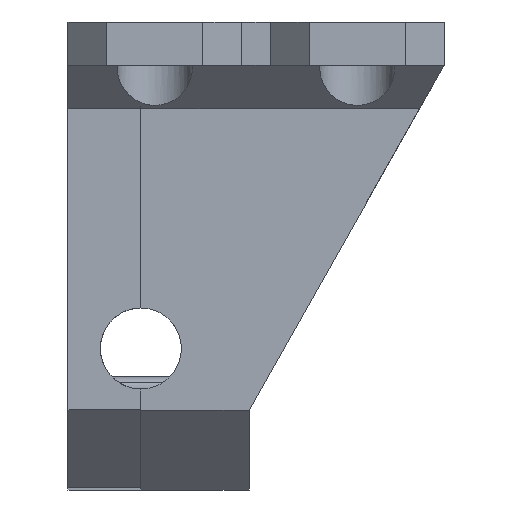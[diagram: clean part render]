
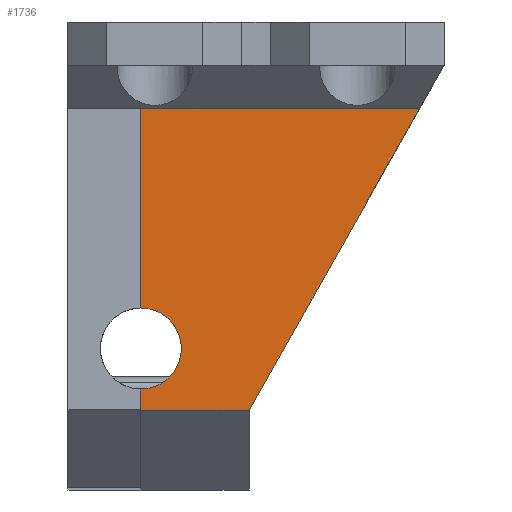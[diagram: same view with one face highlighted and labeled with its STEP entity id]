
A CAD part, left-side view. The second image highlights one B-rep face of the part: STEP entity #1736.
In plain terms, the highlighted planar face has unit normal (-1, 0, 0).
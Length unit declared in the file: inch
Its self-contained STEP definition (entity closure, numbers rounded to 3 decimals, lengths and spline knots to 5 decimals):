
#111 = VECTOR ( 'NONE', #1886, 39.37008 ) ;
#148 = EDGE_CURVE ( 'NONE', #3776, #1074, #3215, .T. ) ;
#405 = EDGE_CURVE ( 'NONE', #3776, #1233, #4377, .T. ) ;
#709 = DIRECTION ( 'NONE',  ( 0., 0., 1. ) ) ;
#717 = CARTESIAN_POINT ( 'NONE',  ( -0.98, 0.46746, -0.1875 ) ) ;
#783 = ORIENTED_EDGE ( 'NONE', *, *, #3712, .T. ) ;
#802 = CARTESIAN_POINT ( 'NONE',  ( -0.98, -0.84258, -0.375 ) ) ;
#1074 = VERTEX_POINT ( 'NONE', #4912 ) ;
#1135 = EDGE_CURVE ( 'NONE', #1233, #6766, #2617, .T. ) ;
#1233 = VERTEX_POINT ( 'NONE', #4586 ) ;
#1736 = ADVANCED_FACE ( 'NONE', ( #6117 ), #4075, .T. ) ;
#1782 = DIRECTION ( 'NONE',  ( 0., 0., 1. ) ) ;
#1886 = DIRECTION ( 'NONE',  ( 0., 1., 0. ) ) ;
#2065 = ORIENTED_EDGE ( 'NONE', *, *, #5369, .F. ) ;
#2160 = DIRECTION ( 'NONE',  ( -1., 0., 0. ) ) ;
#2256 = ORIENTED_EDGE ( 'NONE', *, *, #1135, .F. ) ;
#2425 = DIRECTION ( 'NONE',  ( 0., -0.492, 0.871 ) ) ;
#2482 = DIRECTION ( 'NONE',  ( -1., 0., 0. ) ) ;
#2617 = LINE ( 'NONE', #5463, #4952 ) ;
#2746 = DIRECTION ( 'NONE',  ( 0., 0., 1. ) ) ;
#2770 = CARTESIAN_POINT ( 'NONE',  ( -0.98, 0.46746, -1.41081 ) ) ;
#3006 = CARTESIAN_POINT ( 'NONE',  ( -0.98, 0., -1.67892 ) ) ;
#3016 = DIRECTION ( 'NONE',  ( 0., 0., 1. ) ) ;
#3058 = LINE ( 'NONE', #717, #5308 ) ;
#3129 = VECTOR ( 'NONE', #6068, 39.37008 ) ;
#3203 = EDGE_LOOP ( 'NONE', ( #3777, #2256, #3842, #6414, #783, #2065 ) ) ;
#3215 = LINE ( 'NONE', #3006, #6443 ) ;
#3378 = VERTEX_POINT ( 'NONE', #5662 ) ;
#3712 = EDGE_CURVE ( 'NONE', #1074, #5931, #5779, .T. ) ;
#3776 = VERTEX_POINT ( 'NONE', #6707 ) ;
#3777 = ORIENTED_EDGE ( 'NONE', *, *, #5255, .F. ) ;
#3842 = ORIENTED_EDGE ( 'NONE', *, *, #405, .F. ) ;
#3878 = AXIS2_PLACEMENT_3D ( 'NONE', #2770, #2160, #2746 ) ;
#4075 = PLANE ( 'NONE',  #6888 ) ;
#4377 = LINE ( 'NONE', #4531, #3129 ) ;
#4504 = CARTESIAN_POINT ( 'NONE',  ( -0.98, 0.46746, -1.58581 ) ) ;
#4531 = CARTESIAN_POINT ( 'NONE',  ( -0.98, -0.84258, -1.67892 ) ) ;
#4586 = CARTESIAN_POINT ( 'NONE',  ( -0.98, 0.46746, -1.67892 ) ) ;
#4907 = CARTESIAN_POINT ( 'NONE',  ( -0.98, 0.46746, -0.375 ) ) ;
#4912 = CARTESIAN_POINT ( 'NONE',  ( -0.98, -0.73665, -0.375 ) ) ;
#4952 = VECTOR ( 'NONE', #709, 39.37008 ) ;
#5144 = CIRCLE ( 'NONE', #3878, 0.175 ) ;
#5255 = EDGE_CURVE ( 'NONE', #6766, #3378, #5144, .T. ) ;
#5308 = VECTOR ( 'NONE', #1782, 39.37008 ) ;
#5369 = EDGE_CURVE ( 'NONE', #3378, #5931, #3058, .T. ) ;
#5463 = CARTESIAN_POINT ( 'NONE',  ( -0.98, 0.46746, -0.1875 ) ) ;
#5572 = CARTESIAN_POINT ( 'NONE',  ( -0.98, -0.84258, -0.375 ) ) ;
#5662 = CARTESIAN_POINT ( 'NONE',  ( -0.98, 0.46746, -1.23581 ) ) ;
#5779 = LINE ( 'NONE', #5572, #111 ) ;
#5931 = VERTEX_POINT ( 'NONE', #4907 ) ;
#6068 = DIRECTION ( 'NONE',  ( 0., 1., 0. ) ) ;
#6117 = FACE_OUTER_BOUND ( 'NONE', #3203, .T. ) ;
#6414 = ORIENTED_EDGE ( 'NONE', *, *, #148, .T. ) ;
#6443 = VECTOR ( 'NONE', #2425, 39.37008 ) ;
#6707 = CARTESIAN_POINT ( 'NONE',  ( -0.98, 0., -1.67892 ) ) ;
#6766 = VERTEX_POINT ( 'NONE', #4504 ) ;
#6888 = AXIS2_PLACEMENT_3D ( 'NONE', #802, #2482, #3016 ) ;
